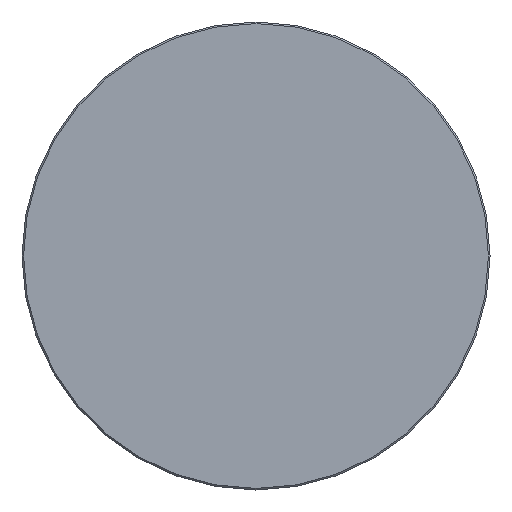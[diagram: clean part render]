
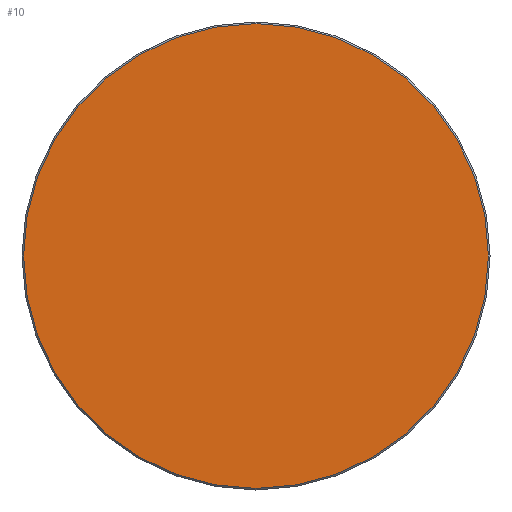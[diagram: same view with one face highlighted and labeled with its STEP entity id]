
A CAD part, left-side view. The second image highlights one B-rep face of the part: STEP entity #10.
In plain terms, the highlighted planar face has unit normal (-1, 0, 0).
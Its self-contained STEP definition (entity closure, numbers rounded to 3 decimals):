
#4 = CARTESIAN_POINT ( 'NONE',  ( -13.45, 0., 37.25 ) ) ;
#10 = ADVANCED_FACE ( 'NONE', ( #147 ), #212, .F. ) ;
#16 = VERTEX_POINT ( 'NONE', #4 ) ;
#45 = DIRECTION ( 'NONE',  ( -1., 0., 0. ) ) ;
#76 = CARTESIAN_POINT ( 'NONE',  ( -13.45, 0., 0. ) ) ;
#92 = ORIENTED_EDGE ( 'NONE', *, *, #171, .T. ) ;
#94 = CIRCLE ( 'NONE', #296, 37.25 ) ;
#120 = CARTESIAN_POINT ( 'NONE',  ( -13.45, 0., -37.25 ) ) ;
#124 = DIRECTION ( 'NONE',  ( 0., 0., -1. ) ) ;
#132 = DIRECTION ( 'NONE',  ( 0., 0., -1. ) ) ;
#147 = FACE_OUTER_BOUND ( 'NONE', #234, .T. ) ;
#165 = CARTESIAN_POINT ( 'NONE',  ( -13.45, 0., 0. ) ) ;
#171 = EDGE_CURVE ( 'NONE', #281, #16, #173, .T. ) ;
#173 = CIRCLE ( 'NONE', #208, 37.25 ) ;
#182 = AXIS2_PLACEMENT_3D ( 'NONE', #165, #246, #124 ) ;
#208 = AXIS2_PLACEMENT_3D ( 'NONE', #295, #221, #269 ) ;
#212 = PLANE ( 'NONE',  #182 ) ;
#221 = DIRECTION ( 'NONE',  ( -1., 0., 0. ) ) ;
#234 = EDGE_LOOP ( 'NONE', ( #92, #255 ) ) ;
#246 = DIRECTION ( 'NONE',  ( 1., 0., 0. ) ) ;
#255 = ORIENTED_EDGE ( 'NONE', *, *, #258, .T. ) ;
#258 = EDGE_CURVE ( 'NONE', #16, #281, #94, .T. ) ;
#269 = DIRECTION ( 'NONE',  ( 0., 0., -1. ) ) ;
#281 = VERTEX_POINT ( 'NONE', #120 ) ;
#295 = CARTESIAN_POINT ( 'NONE',  ( -13.45, 0., 0. ) ) ;
#296 = AXIS2_PLACEMENT_3D ( 'NONE', #76, #45, #132 ) ;
